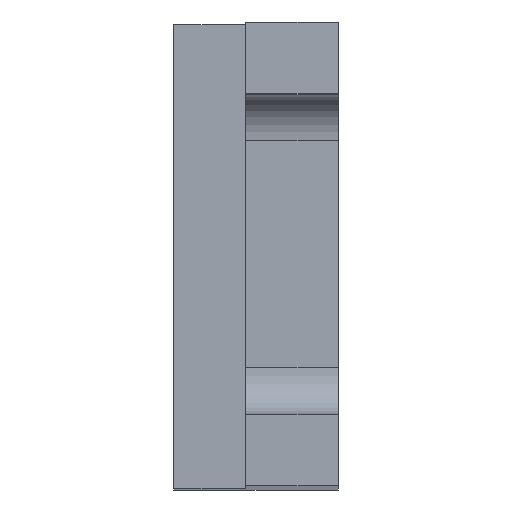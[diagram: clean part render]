
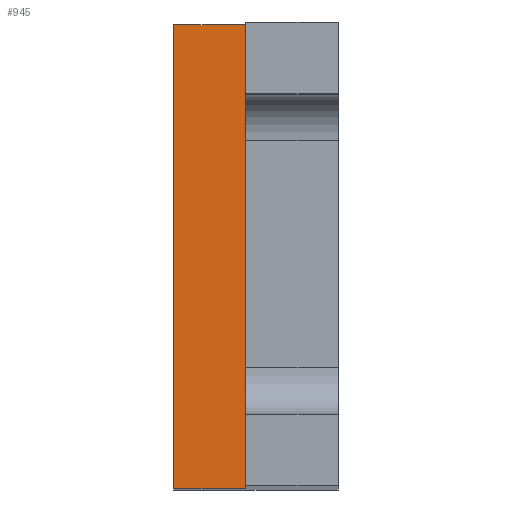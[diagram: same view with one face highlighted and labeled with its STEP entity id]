
A CAD part, top view. The second image highlights one B-rep face of the part: STEP entity #945.
In plain terms, the highlighted planar face has unit normal (0, 0, 1).
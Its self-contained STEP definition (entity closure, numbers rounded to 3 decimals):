
#113=FACE_OUTER_BOUND('',#161,.T.);
#161=EDGE_LOOP('',(#645,#646,#647,#648));
#235=LINE('',#1391,#325);
#236=LINE('',#1393,#326);
#237=LINE('',#1395,#327);
#238=LINE('',#1396,#328);
#325=VECTOR('',#1107,10.);
#326=VECTOR('',#1108,10.);
#327=VECTOR('',#1109,10.);
#328=VECTOR('',#1110,10.);
#415=VERTEX_POINT('',#1389);
#416=VERTEX_POINT('',#1390);
#417=VERTEX_POINT('',#1392);
#418=VERTEX_POINT('',#1394);
#507=EDGE_CURVE('',#415,#416,#235,.T.);
#508=EDGE_CURVE('',#417,#415,#236,.T.);
#509=EDGE_CURVE('',#418,#417,#237,.T.);
#510=EDGE_CURVE('',#418,#416,#238,.T.);
#645=ORIENTED_EDGE('',*,*,#507,.F.);
#646=ORIENTED_EDGE('',*,*,#508,.F.);
#647=ORIENTED_EDGE('',*,*,#509,.F.);
#648=ORIENTED_EDGE('',*,*,#510,.T.);
#921=PLANE('',#1007);
#945=ADVANCED_FACE('',(#113),#921,.T.);
#1007=AXIS2_PLACEMENT_3D('',#1388,#1105,#1106);
#1105=DIRECTION('center_axis',(0.,0.,1.));
#1106=DIRECTION('ref_axis',(0.,1.,0.));
#1107=DIRECTION('',(0.,1.,0.));
#1108=DIRECTION('',(-1.,0.,0.));
#1109=DIRECTION('',(0.,-1.,0.));
#1110=DIRECTION('',(-1.,0.,0.));
#1388=CARTESIAN_POINT('Origin',(30.1,-10.,-46.75));
#1389=CARTESIAN_POINT('',(27.,-10.,-46.75));
#1390=CARTESIAN_POINT('',(27.,10.,-46.75));
#1391=CARTESIAN_POINT('',(27.,-5.,-46.75));
#1392=CARTESIAN_POINT('',(30.1,-10.,-46.75));
#1393=CARTESIAN_POINT('',(30.1,-10.,-46.75));
#1394=CARTESIAN_POINT('',(30.1,10.,-46.75));
#1395=CARTESIAN_POINT('',(30.1,-5.,-46.75));
#1396=CARTESIAN_POINT('',(30.1,10.,-46.75));
